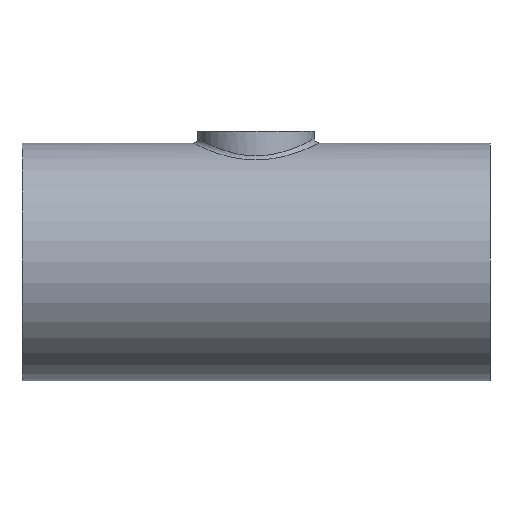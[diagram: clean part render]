
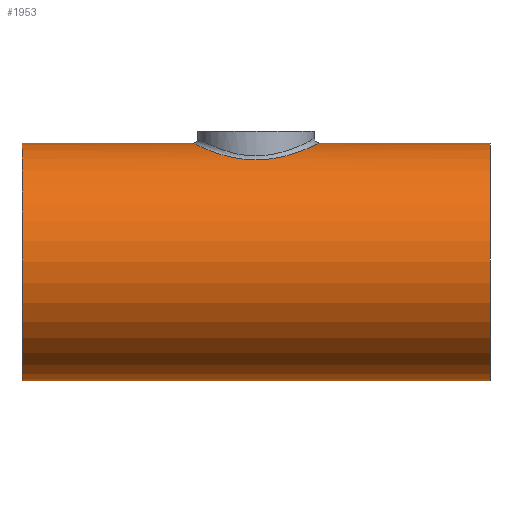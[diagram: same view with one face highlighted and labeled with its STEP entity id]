
A CAD part, front view. The second image highlights one B-rep face of the part: STEP entity #1953.
In plain terms, the highlighted cylindrical face has radius 50.8 mm (diameter 101.6 mm), a full revolution.
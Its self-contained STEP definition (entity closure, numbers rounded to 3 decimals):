
#1750=CARTESIAN_POINT('',(0.,-25.929,43.684));
#1751=VERTEX_POINT('',#1750);
#1831=CARTESIAN_POINT('',(0.,-25.929,43.684));
#1832=CARTESIAN_POINT('',(2.046,-25.929,43.684));
#1833=CARTESIAN_POINT('',(5.116,-25.59,43.889));
#1834=CARTESIAN_POINT('',(8.529,-24.63,44.433));
#1835=CARTESIAN_POINT('',(10.403,-23.934,44.81));
#1836=CARTESIAN_POINT('',(12.237,-23.137,45.229));
#1837=CARTESIAN_POINT('',(14.431,-21.962,45.818));
#1838=CARTESIAN_POINT('',(16.872,-20.287,46.587));
#1839=CARTESIAN_POINT('',(19.077,-18.389,47.371));
#1840=CARTESIAN_POINT('',(21.074,-16.248,48.151));
#1841=CARTESIAN_POINT('',(22.817,-13.898,48.884));
#1842=CARTESIAN_POINT('',(24.278,-11.379,49.533));
#1843=CARTESIAN_POINT('',(25.453,-8.687,50.078));
#1844=CARTESIAN_POINT('',(26.308,-5.875,50.487));
#1845=CARTESIAN_POINT('',(26.832,-2.962,50.742));
#1846=CARTESIAN_POINT('',(27.008,-0.01,50.829));
#1847=CARTESIAN_POINT('',(26.834,2.947,50.743));
#1848=CARTESIAN_POINT('',(26.256,6.177,50.461));
#1849=CARTESIAN_POINT('',(25.342,8.987,50.025));
#1850=CARTESIAN_POINT('',(24.26,11.348,49.527));
#1851=CARTESIAN_POINT('',(22.996,13.629,48.962));
#1852=CARTESIAN_POINT('',(21.477,15.754,48.315));
#1853=CARTESIAN_POINT('',(19.744,17.683,47.631));
#1854=CARTESIAN_POINT('',(17.881,19.472,46.936));
#1855=CARTESIAN_POINT('',(15.804,21.071,46.236));
#1856=CARTESIAN_POINT('',(13.553,22.439,45.58));
#1857=CARTESIAN_POINT('',(11.208,23.642,44.972));
#1858=CARTESIAN_POINT('',(8.704,24.6,44.45));
#1859=CARTESIAN_POINT('',(6.084,25.285,44.061));
#1860=CARTESIAN_POINT('',(3.418,25.778,43.775));
#1861=CARTESIAN_POINT('',(0.006,26.03,43.624));
#1862=CARTESIAN_POINT('',(-3.18,25.796,43.764));
#1863=CARTESIAN_POINT('',(-6.299,25.26,44.076));
#1864=CARTESIAN_POINT('',(-8.915,24.543,44.484));
#1865=CARTESIAN_POINT('',(-11.81,23.354,45.12));
#1866=CARTESIAN_POINT('',(-14.136,22.125,45.737));
#1867=CARTESIAN_POINT('',(-16.329,20.681,46.41));
#1868=CARTESIAN_POINT('',(-18.195,19.172,47.053));
#1869=CARTESIAN_POINT('',(-19.759,17.667,47.637));
#1870=CARTESIAN_POINT('',(-21.055,16.222,48.149));
#1871=CARTESIAN_POINT('',(-22.238,14.69,48.639));
#1872=CARTESIAN_POINT('',(-23.31,13.062,49.102));
#1873=CARTESIAN_POINT('',(-24.257,11.354,49.526));
#1874=CARTESIAN_POINT('',(-25.07,9.581,49.9));
#1875=CARTESIAN_POINT('',(-25.746,7.747,50.218));
#1876=CARTESIAN_POINT('',(-26.459,5.221,50.559));
#1877=CARTESIAN_POINT('',(-26.976,1.977,50.813));
#1878=CARTESIAN_POINT('',(-26.976,-1.322,50.812));
#1879=CARTESIAN_POINT('',(-26.665,-3.927,50.661));
#1880=CARTESIAN_POINT('',(-26.15,-6.504,50.411));
#1881=CARTESIAN_POINT('',(-25.14,-9.61,49.928));
#1882=CARTESIAN_POINT('',(-23.659,-12.534,49.253));
#1883=CARTESIAN_POINT('',(-22.223,-14.71,48.633));
#1884=CARTESIAN_POINT('',(-20.839,-16.5,48.059));
#1885=CARTESIAN_POINT('',(-19.074,-18.392,47.37));
#1886=CARTESIAN_POINT('',(-16.843,-20.31,46.577));
#1887=CARTESIAN_POINT('',(-14.408,-21.975,45.812));
#1888=CARTESIAN_POINT('',(-11.799,-23.372,45.112));
#1889=CARTESIAN_POINT('',(-9.472,-24.309,44.609));
#1890=CARTESIAN_POINT('',(-7.552,-24.904,44.277));
#1891=CARTESIAN_POINT('',(-4.606,-25.646,43.855));
#1892=CARTESIAN_POINT('',(-2.046,-25.929,43.684));
#1893=CARTESIAN_POINT('',(0.,-25.929,43.684));
#1894=CARTESIAN_POINT('',(0.,-25.929,43.684));
#1895=CARTESIAN_POINT('',(0.,-25.929,43.684));
#1896=CARTESIAN_POINT('',(0.,-25.929,43.684));
#1897=B_SPLINE_CURVE_WITH_KNOTS('',3,(#1831,#1832,#1833,#1834,#1835,#1836,#1837,#1838,#1839,#1840,#1841,#1842,#1843,#1844,#1845,#1846,#1847,#1848,#1849,#1850,#1851,#1852,#1853,#1854,#1855,#1856,#1857,#1858,#1859,#1860,#1861,#1862,#1863,#1864,#1865,#1866,#1867,#1868,#1869,#1870,#1871,#1872,#1873,#1874,#1875,#1876,#1877,#1878,#1879,#1880,#1881,#1882,#1883,#1884,#1885,#1886,#1887,#1888,#1889,#1890,#1891,#1892,#1893,#1894,#1895,#1896),.UNSPECIFIED.,.T.,.U.,(4,1,1,1,1,1,1,1,1,1,1,1,1,1,1,1,1,1,1,1,1,1,1,1,1,1,1,1,1,1,1,1,1,1,1,1,1,1,1,1,1,1,1,1,1,1,1,1,1,1,1,1,1,1,1,1,1,1,1,1,3,4),(-15.332,-14.785,-14.511,-14.374,-14.237,-13.964,-13.69,-13.416,-13.142,-12.868,-12.595,-12.321,-12.047,-11.773,-11.499,-11.226,-10.952,-10.587,-10.404,-10.222,-9.857,-9.674,-9.492,-9.126,-8.944,-8.761,-8.396,-8.214,-8.031,-7.666,-7.301,-7.179,-6.814,-6.571,-6.328,-6.084,-5.841,-5.658,-5.476,-5.293,-5.111,-4.928,-4.746,-4.563,-4.381,-4.016,-3.651,-3.468,-3.286,-2.92,-2.555,-2.373,-2.19,-1.917,-1.643,-1.369,-1.095,-0.821,-0.684,-0.548,0.0,0.),.UNSPECIFIED.);
#1898=EDGE_CURVE('',#1751,#1751,#1897,.T.);
#1923=CARTESIAN_POINT('',(0.0,0.0,0.0));
#1924=DIRECTION('',(-1.0,0.0,0.0));
#1925=DIRECTION('',(0.0,-1.0,0.0));
#1926=AXIS2_PLACEMENT_3D('',#1923,#1924,#1925);
#1927=CYLINDRICAL_SURFACE('',#1926,50.8);
#1928=CARTESIAN_POINT('',(-100.0,-50.8,0.0));
#1929=VERTEX_POINT('',#1928);
#1930=CARTESIAN_POINT('',(-100.0,0.0,0.0));
#1931=DIRECTION('',(-1.0,0.0,0.0));
#1932=DIRECTION('',(0.0,-1.0,0.0));
#1933=AXIS2_PLACEMENT_3D('',#1930,#1931,#1932);
#1934=CIRCLE('',#1933,50.8);
#1935=EDGE_CURVE('',#1929,#1929,#1934,.T.);
#1936=ORIENTED_EDGE('',*,*,#1935,.F.);
#1937=EDGE_LOOP('',(#1936));
#1938=FACE_OUTER_BOUND('',#1937,.T.);
#1939=CARTESIAN_POINT('',(100.0,-50.8,0.0));
#1940=VERTEX_POINT('',#1939);
#1941=CARTESIAN_POINT('',(100.0,0.0,0.0));
#1942=DIRECTION('',(-1.0,0.0,0.0));
#1943=DIRECTION('',(0.0,-1.0,0.0));
#1944=AXIS2_PLACEMENT_3D('',#1941,#1942,#1943);
#1945=CIRCLE('',#1944,50.8);
#1946=EDGE_CURVE('',#1940,#1940,#1945,.T.);
#1947=ORIENTED_EDGE('',*,*,#1946,.T.);
#1948=EDGE_LOOP('',(#1947));
#1949=FACE_BOUND('',#1948,.T.);
#1950=ORIENTED_EDGE('',*,*,#1898,.F.);
#1951=EDGE_LOOP('',(#1950));
#1952=FACE_BOUND('',#1951,.T.);
#1953=ADVANCED_FACE('',(#1938,#1949,#1952),#1927,.T.);
